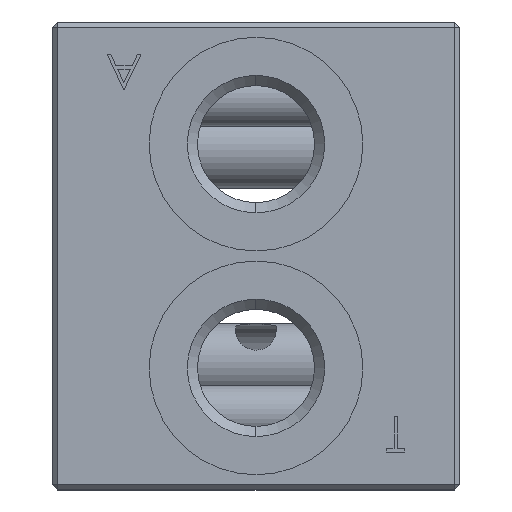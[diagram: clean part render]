
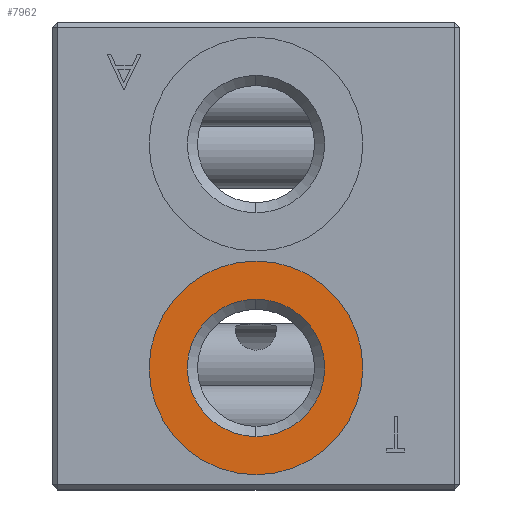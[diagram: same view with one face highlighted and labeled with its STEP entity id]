
A CAD part, left-side view. The second image highlights one B-rep face of the part: STEP entity #7962.
In plain terms, the highlighted planar face has unit normal (-1, 0, 0).
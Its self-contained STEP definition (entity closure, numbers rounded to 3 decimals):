
#227 = EDGE_CURVE ( 'NONE', #10440, #9180, #1372, .T. ) ;
#307 = PLANE ( 'NONE',  #9800 ) ;
#529 = AXIS2_PLACEMENT_3D ( 'NONE', #5164, #11466, #6072 ) ;
#781 = EDGE_CURVE ( 'NONE', #9180, #10440, #1642, .T. ) ;
#1066 = DIRECTION ( 'NONE',  ( -1., 0., 0. ) ) ;
#1191 = AXIS2_PLACEMENT_3D ( 'NONE', #10539, #5151, #11451 ) ;
#1372 = CIRCLE ( 'NONE', #7613, 6.75 ) ;
#1642 = CIRCLE ( 'NONE', #4137, 6.75 ) ;
#1697 = VERTEX_POINT ( 'NONE', #10692 ) ;
#2108 = DIRECTION ( 'NONE',  ( 0., 0., -1. ) ) ;
#2208 = DIRECTION ( 'NONE',  ( -1., 0., 0. ) ) ;
#2470 = CARTESIAN_POINT ( 'NONE',  ( -44.5, 20., -0.5 ) ) ;
#2718 = ORIENTED_EDGE ( 'NONE', *, *, #6976, .T. ) ;
#3121 = ORIENTED_EDGE ( 'NONE', *, *, #9840, .T. ) ;
#4002 = CARTESIAN_POINT ( 'NONE',  ( -44.5, 20., -4.25 ) ) ;
#4137 = AXIS2_PLACEMENT_3D ( 'NONE', #7591, #2208, #8497 ) ;
#4581 = CIRCLE ( 'NONE', #529, 10.5 ) ;
#5151 = DIRECTION ( 'NONE',  ( -1., 0., 0. ) ) ;
#5164 = CARTESIAN_POINT ( 'NONE',  ( -44.5, 20., -11. ) ) ;
#5200 = ORIENTED_EDGE ( 'NONE', *, *, #227, .F. ) ;
#5725 = CARTESIAN_POINT ( 'NONE',  ( -44.5, 20., -17.75 ) ) ;
#6072 = DIRECTION ( 'NONE',  ( 0., 0., 1. ) ) ;
#6331 = FACE_BOUND ( 'NONE', #6765, .T. ) ;
#6367 = EDGE_LOOP ( 'NONE', ( #2718, #3121 ) ) ;
#6459 = CARTESIAN_POINT ( 'NONE',  ( -44.5, 20., -11. ) ) ;
#6604 = CARTESIAN_POINT ( 'NONE',  ( -44.5, 20., -11. ) ) ;
#6617 = FACE_OUTER_BOUND ( 'NONE', #6367, .T. ) ;
#6765 = EDGE_LOOP ( 'NONE', ( #9606, #5200 ) ) ;
#6976 = EDGE_CURVE ( 'NONE', #7453, #1697, #8464, .T. ) ;
#7371 = DIRECTION ( 'NONE',  ( 0., 0., 1. ) ) ;
#7453 = VERTEX_POINT ( 'NONE', #2470 ) ;
#7500 = DIRECTION ( 'NONE',  ( 1., 0., 0. ) ) ;
#7591 = CARTESIAN_POINT ( 'NONE',  ( -44.5, 20., -11. ) ) ;
#7613 = AXIS2_PLACEMENT_3D ( 'NONE', #6459, #1066, #7371 ) ;
#7962 = ADVANCED_FACE ( 'NONE', ( #6331, #6617 ), #307, .F. ) ;
#8464 = CIRCLE ( 'NONE', #1191, 10.5 ) ;
#8497 = DIRECTION ( 'NONE',  ( 0., 0., 1. ) ) ;
#9180 = VERTEX_POINT ( 'NONE', #4002 ) ;
#9606 = ORIENTED_EDGE ( 'NONE', *, *, #781, .F. ) ;
#9800 = AXIS2_PLACEMENT_3D ( 'NONE', #6604, #7500, #2108 ) ;
#9840 = EDGE_CURVE ( 'NONE', #1697, #7453, #4581, .T. ) ;
#10440 = VERTEX_POINT ( 'NONE', #5725 ) ;
#10539 = CARTESIAN_POINT ( 'NONE',  ( -44.5, 20., -11. ) ) ;
#10692 = CARTESIAN_POINT ( 'NONE',  ( -44.5, 20., -21.5 ) ) ;
#11451 = DIRECTION ( 'NONE',  ( 0., 0., 1. ) ) ;
#11466 = DIRECTION ( 'NONE',  ( -1., 0., 0. ) ) ;
